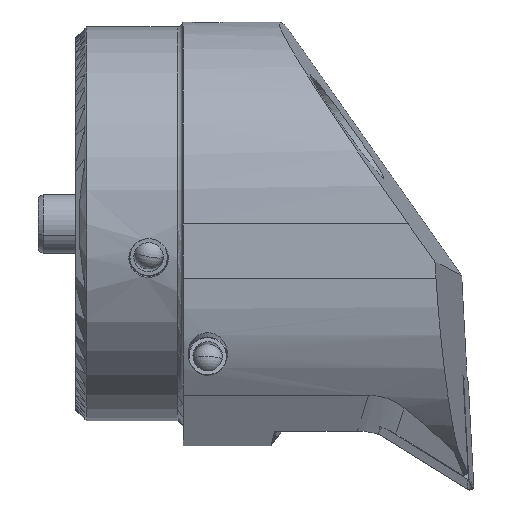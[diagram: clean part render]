
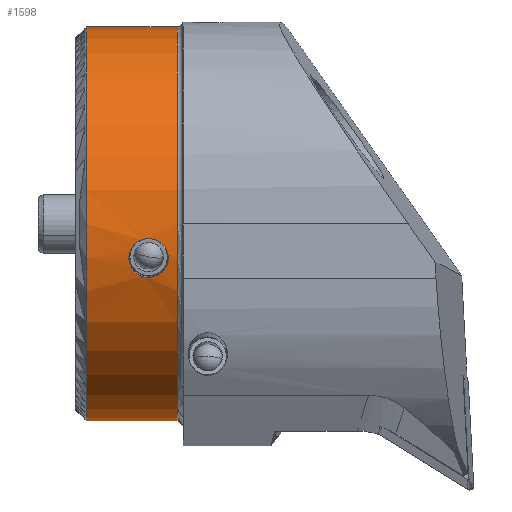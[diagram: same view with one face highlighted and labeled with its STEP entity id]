
A CAD part, front view. The second image highlights one B-rep face of the part: STEP entity #1598.
In plain terms, the highlighted cylindrical face has radius 20 mm (diameter 40 mm), a partial arc.
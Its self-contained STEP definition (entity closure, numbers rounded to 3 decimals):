
#608 = EDGE_CURVE ( 'NONE', #2727, #12372, #14472, .T. ) ;
#837 = VERTEX_POINT ( 'NONE', #17845 ) ;
#845 = ORIENTED_EDGE ( 'NONE', *, *, #12983, .F. ) ;
#990 = CARTESIAN_POINT ( 'NONE',  ( 7., -19.25, -5.425 ) ) ;
#1062 = CARTESIAN_POINT ( 'NONE',  ( 8.898, -19.798, -2.838 ) ) ;
#1124 = CARTESIAN_POINT ( 'NONE',  ( 7.524, -19.265, -5.374 ) ) ;
#1425 = DIRECTION ( 'NONE',  ( -1., 0., 0. ) ) ;
#1493 = EDGE_CURVE ( 'NONE', #12372, #2727, #9226, .T. ) ;
#1544 = CARTESIAN_POINT ( 'NONE',  ( 5.401, -19.873, -2.256 ) ) ;
#1598 = ADVANCED_FACE ( 'NONE', ( #5252, #8194 ), #5711, .T. ) ;
#1793 = ORIENTED_EDGE ( 'NONE', *, *, #6512, .T. ) ;
#2368 = VERTEX_POINT ( 'NONE', #14937 ) ;
#2396 = AXIS2_PLACEMENT_3D ( 'NONE', #14707, #3053, #7576 ) ;
#2547 = CARTESIAN_POINT ( 'NONE',  ( 8.936, -19.6, -3.983 ) ) ;
#2593 = DIRECTION ( 'NONE',  ( -1., 0., 0. ) ) ;
#2727 = VERTEX_POINT ( 'NONE', #14149 ) ;
#2733 = CARTESIAN_POINT ( 'NONE',  ( 8.008, -19.924, -1.739 ) ) ;
#3053 = DIRECTION ( 'NONE',  ( -1., 0., 0. ) ) ;
#3397 = CARTESIAN_POINT ( 'NONE',  ( 5.41, -19.448, -4.668 ) ) ;
#3820 = EDGE_CURVE ( 'NONE', #837, #5574, #9258, .T. ) ;
#3972 = CARTESIAN_POINT ( 'NONE',  ( 6.48, -19.268, -5.363 ) ) ;
#4083 = CARTESIAN_POINT ( 'NONE',  ( 9., -19.673, -3.605 ) ) ;
#4209 = CARTESIAN_POINT ( 'NONE',  ( 7., -19.945, -1.486 ) ) ;
#4257 = CARTESIAN_POINT ( 'NONE',  ( 6.482, -19.94, -1.55 ) ) ;
#4376 = CARTESIAN_POINT ( 'NONE',  ( 5.781, -19.91, -1.896 ) ) ;
#4382 = AXIS2_PLACEMENT_3D ( 'NONE', #11666, #1425, #16035 ) ;
#4963 = CARTESIAN_POINT ( 'NONE',  ( 9.9, 0., 0. ) ) ;
#5152 = DIRECTION ( 'NONE',  ( -1., 0., 0. ) ) ;
#5252 = FACE_OUTER_BOUND ( 'NONE', #11316, .T. ) ;
#5452 = CIRCLE ( 'NONE', #2396, 20. ) ;
#5504 = ORIENTED_EDGE ( 'NONE', *, *, #1493, .F. ) ;
#5557 = CARTESIAN_POINT ( 'NONE',  ( 8.229, -19.356, -5.037 ) ) ;
#5574 = VERTEX_POINT ( 'NONE', #8735 ) ;
#5711 = CYLINDRICAL_SURFACE ( 'NONE', #4382, 20. ) ;
#5858 = CARTESIAN_POINT ( 'NONE',  ( 5.252, -19.847, -2.478 ) ) ;
#6343 = CARTESIAN_POINT ( 'NONE',  ( 5.492, -19.424, -4.766 ) ) ;
#6489 = EDGE_LOOP ( 'NONE', ( #18536, #5504 ) ) ;
#6512 = EDGE_CURVE ( 'NONE', #837, #17358, #11693, .T. ) ;
#6595 = CARTESIAN_POINT ( 'NONE',  ( 5.679, -19.379, -4.948 ) ) ;
#6820 = CARTESIAN_POINT ( 'NONE',  ( 7.264, -19.945, -1.486 ) ) ;
#6970 = CARTESIAN_POINT ( 'NONE',  ( 6.737, -19.254, -5.413 ) ) ;
#7016 = CARTESIAN_POINT ( 'NONE',  ( 8.507, -19.883, -2.165 ) ) ;
#7128 = CARTESIAN_POINT ( 'NONE',  ( 7., -19.945, -1.486 ) ) ;
#7254 = CARTESIAN_POINT ( 'NONE',  ( 6.355, -19.937, -1.588 ) ) ;
#7370 = AXIS2_PLACEMENT_3D ( 'NONE', #4963, #12121, #15189 ) ;
#7576 = DIRECTION ( 'NONE',  ( 0., 0., 1. ) ) ;
#8194 = FACE_BOUND ( 'NONE', #6489, .T. ) ;
#8264 = ORIENTED_EDGE ( 'NONE', *, *, #3820, .F. ) ;
#8265 = CARTESIAN_POINT ( 'NONE',  ( 8.987, -19.74, -3.216 ) ) ;
#8343 = CARTESIAN_POINT ( 'NONE',  ( 8.592, -19.871, -2.267 ) ) ;
#8382 = CARTESIAN_POINT ( 'NONE',  ( -68.139, 0., -20. ) ) ;
#8397 = CARTESIAN_POINT ( 'NONE',  ( 8.006, -19.317, -5.181 ) ) ;
#8415 = CARTESIAN_POINT ( 'NONE',  ( 6.869, -19.25, -5.425 ) ) ;
#8438 = VECTOR ( 'NONE', #5152, 1000. ) ;
#8735 = CARTESIAN_POINT ( 'NONE',  ( 0.7, 0., -20. ) ) ;
#9226 = B_SPLINE_CURVE_WITH_KNOTS ( 'NONE', 3,
 ( #990, #11104, #1124, #8397, #5557, #18659, #15730, #11237, #11300, #9779, #2547, #17112, #4083, #12647, #8265, #15670, #1062, #11166, #12710, #8343, #7016, #9969, #2733, #17177, #6820, #4209 ),
 .UNSPECIFIED., .F., .F.,
 ( 4, 2, 2, 2, 2, 2, 2, 2, 2, 2, 2, 2, 4 ),
 ( 0.006, 0.007, 0.008, 0.008, 0.009, 0.009, 0.009, 0.01, 0.01, 0.011, 0.011, 0.012, 0.013 ),
 .UNSPECIFIED. ) ;
#9258 = LINE ( 'NONE', #8382, #10375 ) ;
#9371 = CARTESIAN_POINT ( 'NONE',  ( 5.102, -19.575, -4.105 ) ) ;
#9779 = CARTESIAN_POINT ( 'NONE',  ( 8.897, -19.574, -4.108 ) ) ;
#9969 = CARTESIAN_POINT ( 'NONE',  ( 8.231, -19.911, -1.889 ) ) ;
#10375 = VECTOR ( 'NONE', #2593, 1000. ) ;
#10379 = CARTESIAN_POINT ( 'NONE',  ( 5.013, -19.649, -3.731 ) ) ;
#10548 = CARTESIAN_POINT ( 'NONE',  ( 6.113, -19.304, -5.229 ) ) ;
#10566 = CARTESIAN_POINT ( 'NONE',  ( 5.202, -19.523, -4.342 ) ) ;
#10886 = CARTESIAN_POINT ( 'NONE',  ( -68.139, 0., 20. ) ) ;
#10902 = LINE ( 'NONE', #10886, #8438 ) ;
#11104 = CARTESIAN_POINT ( 'NONE',  ( 7.261, -19.25, -5.425 ) ) ;
#11166 = CARTESIAN_POINT ( 'NONE',  ( 8.798, -19.831, -2.597 ) ) ;
#11237 = CARTESIAN_POINT ( 'NONE',  ( 8.735, -19.497, -4.456 ) ) ;
#11300 = CARTESIAN_POINT ( 'NONE',  ( 8.797, -19.523, -4.344 ) ) ;
#11316 = EDGE_LOOP ( 'NONE', ( #8264, #1793, #13945, #845 ) ) ;
#11666 = CARTESIAN_POINT ( 'NONE',  ( -68.139, 0., 0. ) ) ;
#11693 = CIRCLE ( 'NONE', #7370, 20. ) ;
#12105 = CARTESIAN_POINT ( 'NONE',  ( 5.265, -19.497, -4.456 ) ) ;
#12121 = DIRECTION ( 'NONE',  ( -1., 0., 0. ) ) ;
#12332 = CARTESIAN_POINT ( 'NONE',  ( 9.9, 0., 20. ) ) ;
#12372 = VERTEX_POINT ( 'NONE', #18826 ) ;
#12542 = CARTESIAN_POINT ( 'NONE',  ( 5.78, -19.358, -5.028 ) ) ;
#12647 = CARTESIAN_POINT ( 'NONE',  ( 9., -19.719, -3.344 ) ) ;
#12675 = CARTESIAN_POINT ( 'NONE',  ( 5.996, -19.321, -5.168 ) ) ;
#12710 = CARTESIAN_POINT ( 'NONE',  ( 8.737, -19.846, -2.483 ) ) ;
#12951 = CARTESIAN_POINT ( 'NONE',  ( 6.868, -19.945, -1.486 ) ) ;
#12983 = EDGE_CURVE ( 'NONE', #5574, #2368, #5452, .T. ) ;
#13386 = CARTESIAN_POINT ( 'NONE',  ( 5., -19.674, -3.601 ) ) ;
#13495 = CARTESIAN_POINT ( 'NONE',  ( 6.356, -19.278, -5.326 ) ) ;
#13945 = ORIENTED_EDGE ( 'NONE', *, *, #18577, .T. ) ;
#14149 = CARTESIAN_POINT ( 'NONE',  ( 7., -19.945, -1.486 ) ) ;
#14424 = CARTESIAN_POINT ( 'NONE',  ( 6.113, -19.929, -1.689 ) ) ;
#14472 = B_SPLINE_CURVE_WITH_KNOTS ( 'NONE', 3,
 ( #7128, #12951, #14492, #4257, #7254, #14424, #17420, #4376, #14555, #1544, #5858, #17485, #16200, #13386, #10379, #18116, #9371, #10566, #12105, #3397, #6343, #6595, #12542, #12675, #10548, #13495, #3972, #6970, #8415, #17449 ),
 .UNSPECIFIED., .F., .F.,
 ( 4, 2, 2, 2, 2, 2, 2, 2, 2, 2, 2, 2, 2, 2, 4 ),
 ( 0., 0., 0.001, 0.001, 0.002, 0.002, 0.003, 0.004, 0.004, 0.004, 0.005, 0.005, 0.005, 0.006, 0.006 ),
 .UNSPECIFIED. ) ;
#14492 = CARTESIAN_POINT ( 'NONE',  ( 6.738, -19.944, -1.499 ) ) ;
#14555 = CARTESIAN_POINT ( 'NONE',  ( 5.678, -19.902, -1.98 ) ) ;
#14707 = CARTESIAN_POINT ( 'NONE',  ( 0.7, 0., 0. ) ) ;
#14937 = CARTESIAN_POINT ( 'NONE',  ( 0.7, 0., 20. ) ) ;
#15189 = DIRECTION ( 'NONE',  ( 0., 0., 1. ) ) ;
#15670 = CARTESIAN_POINT ( 'NONE',  ( 8.937, -19.78, -2.963 ) ) ;
#15730 = CARTESIAN_POINT ( 'NONE',  ( 8.59, -19.448, -4.668 ) ) ;
#16035 = DIRECTION ( 'NONE',  ( 0., 0., 1. ) ) ;
#16200 = CARTESIAN_POINT ( 'NONE',  ( 5., -19.742, -3.215 ) ) ;
#17112 = CARTESIAN_POINT ( 'NONE',  ( 8.987, -19.649, -3.732 ) ) ;
#17177 = CARTESIAN_POINT ( 'NONE',  ( 7.527, -19.941, -1.539 ) ) ;
#17358 = VERTEX_POINT ( 'NONE', #12332 ) ;
#17420 = CARTESIAN_POINT ( 'NONE',  ( 5.998, -19.923, -1.75 ) ) ;
#17449 = CARTESIAN_POINT ( 'NONE',  ( 7., -19.25, -5.425 ) ) ;
#17485 = CARTESIAN_POINT ( 'NONE',  ( 5.053, -19.782, -2.955 ) ) ;
#17845 = CARTESIAN_POINT ( 'NONE',  ( 9.9, 0., -20. ) ) ;
#18116 = CARTESIAN_POINT ( 'NONE',  ( 5.064, -19.6, -3.983 ) ) ;
#18536 = ORIENTED_EDGE ( 'NONE', *, *, #608, .F. ) ;
#18577 = EDGE_CURVE ( 'NONE', #17358, #2368, #10902, .T. ) ;
#18659 = CARTESIAN_POINT ( 'NONE',  ( 8.505, -19.423, -4.768 ) ) ;
#18826 = CARTESIAN_POINT ( 'NONE',  ( 7., -19.25, -5.425 ) ) ;
